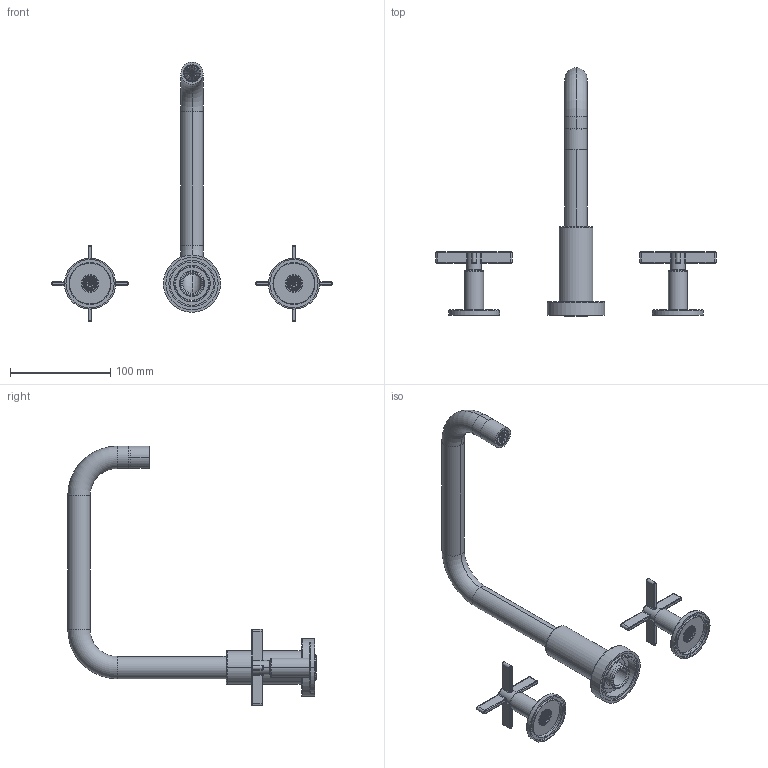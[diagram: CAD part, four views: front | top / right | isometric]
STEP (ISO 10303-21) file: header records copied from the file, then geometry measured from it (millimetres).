
FILE_DESCRIPTION((''),'2;1');
FILE_NAME('3-3336_ASM','2020-09-15T09:40:03',('jinson.thomas'),(''),'CREO PARAMETRIC BY PTC INC, 2018400','CREO PARAMETRIC BY PTC INC, 2018400','');
FILE_SCHEMA(('CONFIG_CONTROL_DESIGN'));
Length unit declared in the file: inch
Products named in the file (16): 13539; 20-571_ASM; 13540; 13139; 20-572_ASM; 10913; 91330; 2-403_ASM; 3-725_ASM; 13532; 20-565_ASM; 13533; 13535; 20-567_ASM; 3-722_ASM; 3-3336_ASM
Assembly tree (16 placements, depth 4):
  3-3336_ASM
    3-725_ASM
      20-571_ASM
        13539
      20-572_ASM
        13540
        13139
      2-403_ASM
        10913
        91330
    3-722_ASM  x2
      20-565_ASM
        13532
      20-567_ASM
        13533
        13535
Bounding box: 279.4 x 247.59 x 258.76 mm (x, y, z)
Volume: 141905 mm3; surface area: 110499.9 mm2
Topology: 11 solids, 11 shells, 673 faces, 1725 edges, 1084 vertices
Faces by surface type: cylinder 305, plane 198, torus 68, bspline 65, cone 37
Entity records: 22100 total; most frequent: CARTESIAN_POINT 11211, DIRECTION 2238, ORIENTED_EDGE 2238, EDGE_CURVE 1119, AXIS2_PLACEMENT_3D 875, VERTEX_POINT 706, VECTOR 488, LINE 488
